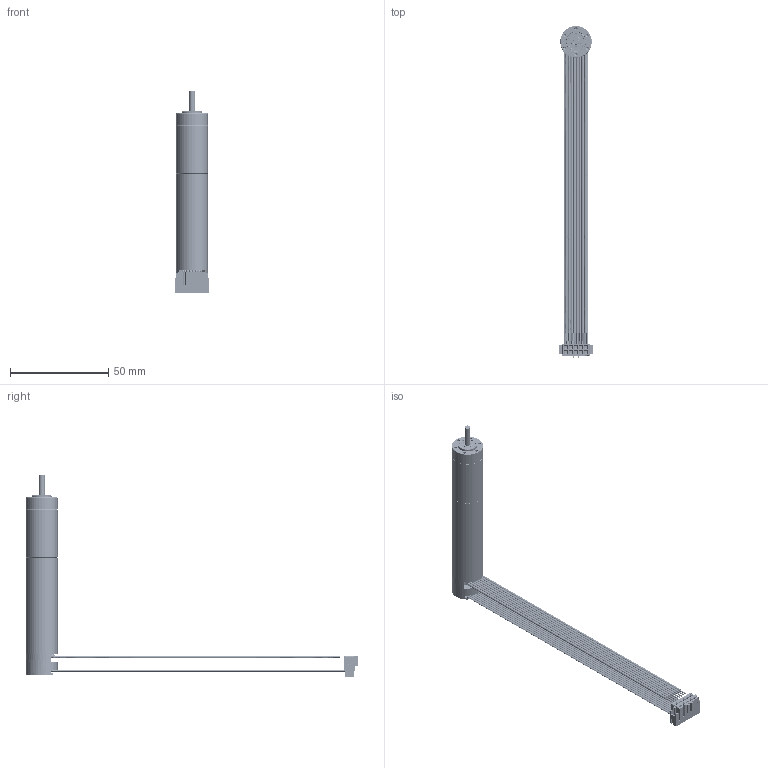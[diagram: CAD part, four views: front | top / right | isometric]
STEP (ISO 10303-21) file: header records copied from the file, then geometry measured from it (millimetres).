
FILE_DESCRIPTION((''),'2;1');
FILE_NAME('4611180000462_ASM','2022-05-12T10:06:59',('MS05792'),(''),'CREO PARAMETRIC BY PTC INC, 2018100','CREO PARAMETRIC BY PTC INC, 2018100','');
FILE_SCHEMA(('CONFIG_CONTROL_DESIGN'));
Length unit declared in the file: millimetre
Products named in the file (62): 4219130000594; 4613101100176; 3698151100213; 4613104500086; 4613102300114_ASM; 4219120100400; 4713101003424; 4715450000171; 4713120012585_ASM; 4634140206717_AF7; 4713120012587_AF4_ASM; 4394000100540; 4219121305809; 4331101000822; 4333201500956; 4332101106038; 4394000100539; 4693220001119; 4613107700125_ASM; 4294501000099; 4219121306144; 4331101000678; 4613152000414_AF0_ASM; 4611180000426_AF0_ASM; 4333201500982; 4693220001156; 4219120100626; 4294404001948; 4713101003104; 4716101001916; 4716101001917; 4716101001933; 4711141001076; 4712101502429; 4711141000876; 4713120011972_ASM; 4634140209186; 4713120012107_ASM; 4394000100435; 4716141000187_ASM ...
Assembly tree (254 placements, depth 7):
  4611180000462_ASM
    4696320000502_ASM
      4611180000426_AF0_ASM
        4613152000414_AF0_ASM
          4613102300114_ASM
            4219130000594
            4613101100176  x166
            3698151100213
            4613104500086
          4713120012587_AF4_ASM
            4219120100400
            4713120012585_ASM
              4713101003424
              4715450000171  x3
            4634140206717_AF7
          4394000100540
          4219121305809
          4331101000822
          4333201500956
          4613107700125_ASM
            4332101106038
            4394000100539  x2
            4693220001119
          4294501000099
          4219121306144
          4331101000678
      4333201500982
      4693220001156
      4716141000187_ASM
        4219120100626
        4294404001948  x2
        4713120012107_ASM
          4713120011972_ASM
            4713101003104
            4716101001916
            4716101001917
            4716101001933
            4711141001076  x2
            4712101502429
            4711141000876
          4634140209186
        4394000100435
      4332401001093_ASM
        4219121304835
        4331101000754  x2
        4333201500829
        4219120100671_ASM
          4219120100637
          4332101104972  x3
          4332301101407  x3
          4219120100636
        4294440100447  x3
        4219120100638_ASM
          4219120100634
          4332101104972  x3
        4332301101409
        4332301101260  x9
        4219120100557_ASM  x2
          4219120100556
          4332101104972
Bounding box: 17.3 x 168.88 x 102.98 mm (x, y, z)
Volume: 18496 mm3; surface area: 67652.3 mm2
Topology: 248 solids, 262 shells, 10448 faces, 27794 edges, 17988 vertices
Faces by surface type: cylinder 6573, plane 1375, bspline 872, extrusion 798, cone 485, torus 277, sphere 64, revolution 4
Entity records: 165641 total; most frequent: CARTESIAN_POINT 76448, ORIENTED_EDGE 19140, DIRECTION 16351, EDGE_CURVE 9588, AXIS2_PLACEMENT_3D 6091, VERTEX_POINT 5923, EDGE_LOOP 4177, VECTOR 4167
